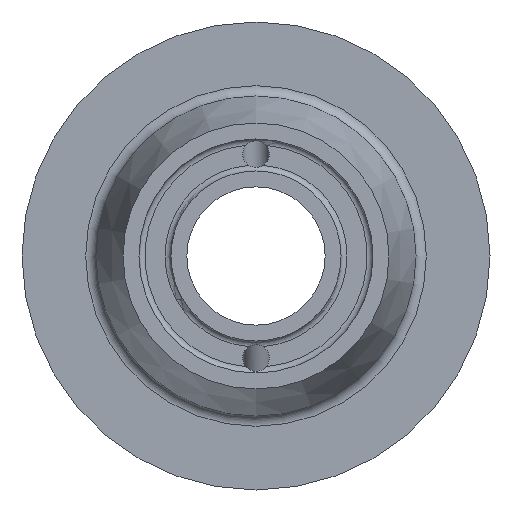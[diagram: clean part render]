
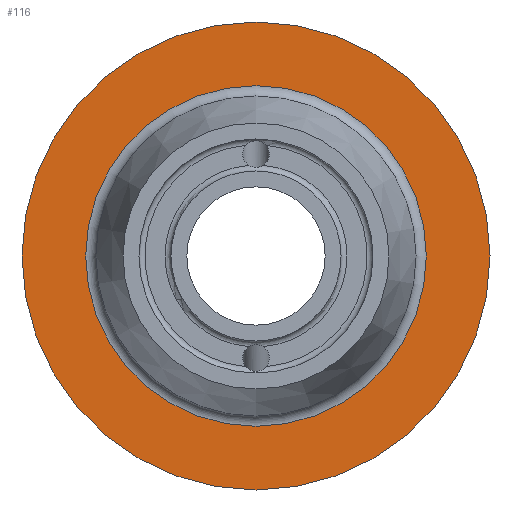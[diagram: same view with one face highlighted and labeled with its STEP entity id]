
A CAD part, left-side view. The second image highlights one B-rep face of the part: STEP entity #116.
In plain terms, the highlighted planar face has unit normal (-1, 0, 0).
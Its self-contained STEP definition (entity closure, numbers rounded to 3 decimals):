
#116 = ADVANCED_FACE( '', ( #258, #259 ), #260, .T. );
#258 = FACE_BOUND( '', #405, .T. );
#259 = FACE_OUTER_BOUND( '', #406, .T. );
#260 = PLANE( '', #407 );
#405 = EDGE_LOOP( '', ( #632 ) );
#406 = EDGE_LOOP( '', ( #633 ) );
#407 = AXIS2_PLACEMENT_3D( '', #634, #635, #636 );
#632 = ORIENTED_EDGE( '', *, *, #747, .T. );
#633 = ORIENTED_EDGE( '', *, *, #702, .F. );
#634 = CARTESIAN_POINT( '', ( 53., 0., 44. ) );
#635 = DIRECTION( '', ( -1., 0., 0. ) );
#636 = DIRECTION( '', ( 0., 0., 1. ) );
#702 = EDGE_CURVE( '', #802, #802, #803, .T. );
#747 = EDGE_CURVE( '', #871, #871, #872, .T. );
#802 = VERTEX_POINT( '', #952 );
#803 = CIRCLE( '', #953, 44. );
#871 = VERTEX_POINT( '', #1143 );
#872 = CIRCLE( '', #1144, 32.024 );
#952 = CARTESIAN_POINT( '', ( 53., 0., -44. ) );
#953 = AXIS2_PLACEMENT_3D( '', #1206, #1207, #1208 );
#1143 = CARTESIAN_POINT( '', ( 53., 0., -32.024 ) );
#1144 = AXIS2_PLACEMENT_3D( '', #1281, #1282, #1283 );
#1206 = CARTESIAN_POINT( '', ( 53., 0., 0. ) );
#1207 = DIRECTION( '', ( 1., 0., 0. ) );
#1208 = DIRECTION( '', ( 0., 0., -1. ) );
#1281 = CARTESIAN_POINT( '', ( 53., 0., 0. ) );
#1282 = DIRECTION( '', ( 1., 0., 0. ) );
#1283 = DIRECTION( '', ( 0., 0., -1. ) );
